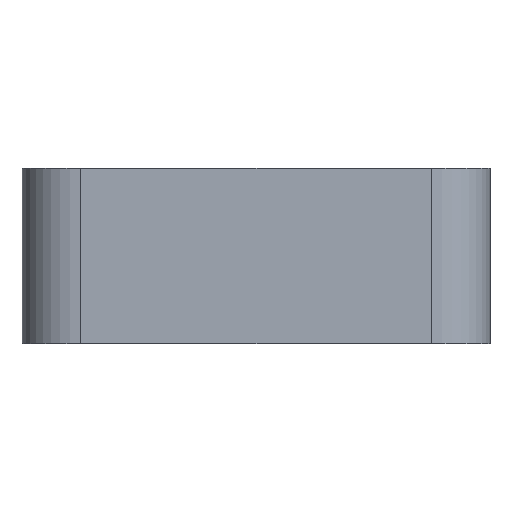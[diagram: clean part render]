
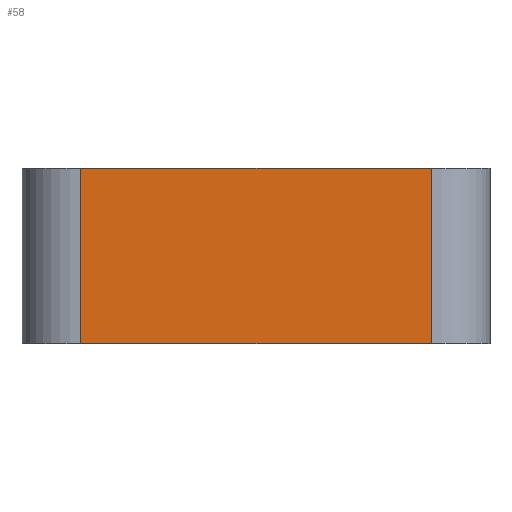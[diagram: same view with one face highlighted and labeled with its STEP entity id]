
A CAD part, left-side view. The second image highlights one B-rep face of the part: STEP entity #58.
In plain terms, the highlighted planar face has unit normal (-1, 0, 0).
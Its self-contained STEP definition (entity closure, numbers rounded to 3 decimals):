
#58=ADVANCED_FACE('',(#142),#144,.T.);
#142=FACE_BOUND('',#143,.T.);
#143=EDGE_LOOP('',(#248,#249,#250,#251));
#144=PLANE('',#145);
#145=AXIS2_PLACEMENT_3D('',#146,#147,#148);
#146=CARTESIAN_POINT('',(-10.,4.,0.));
#147=DIRECTION('',(-1.,0.,0.));
#148=DIRECTION('',(0.,-1.,0.));
#248=ORIENTED_EDGE('',*,*,#296,.T.);
#249=ORIENTED_EDGE('',*,*,#286,.F.);
#250=ORIENTED_EDGE('',*,*,#307,.F.);
#251=ORIENTED_EDGE('',*,*,#298,.T.);
#286=EDGE_CURVE('',#341,#343,#344,.T.);
#296=EDGE_CURVE('',#358,#343,#359,.T.);
#298=EDGE_CURVE('',#361,#358,#362,.T.);
#307=EDGE_CURVE('',#361,#341,#375,.T.);
#341=VERTEX_POINT('',#449);
#343=VERTEX_POINT('',#454);
#344=LINE('',#455,#456);
#358=VERTEX_POINT('',#494);
#359=LINE('',#495,#496);
#361=VERTEX_POINT('',#502);
#362=LINE('',#503,#504);
#375=LINE('',#539,#540);
#449=CARTESIAN_POINT('',(-10.,3.,3.));
#454=CARTESIAN_POINT('',(-10.,-3.,3.));
#455=CARTESIAN_POINT('',(-10.,3.,3.));
#456=VECTOR('',#457,1.);
#457=DIRECTION('',(0.,-1.,0.));
#494=CARTESIAN_POINT('',(-10.,-3.,0.));
#495=CARTESIAN_POINT('',(-10.,-3.,0.));
#496=VECTOR('',#497,1.);
#497=DIRECTION('',(0.,0.,1.));
#502=CARTESIAN_POINT('',(-10.,3.,0.));
#503=CARTESIAN_POINT('',(-10.,3.,0.));
#504=VECTOR('',#505,1.);
#505=DIRECTION('',(0.,-1.,0.));
#539=CARTESIAN_POINT('',(-10.,3.,0.));
#540=VECTOR('',#541,1.);
#541=DIRECTION('',(0.,0.,1.));
